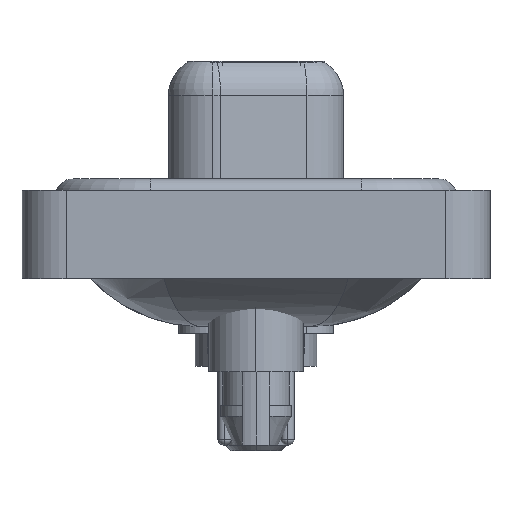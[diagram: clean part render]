
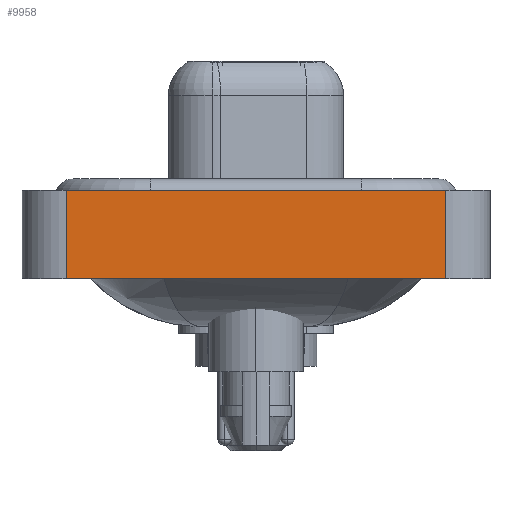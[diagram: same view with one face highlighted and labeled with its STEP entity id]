
A CAD part, left-side view. The second image highlights one B-rep face of the part: STEP entity #9958.
In plain terms, the highlighted planar face has unit normal (-1, 0, 0).
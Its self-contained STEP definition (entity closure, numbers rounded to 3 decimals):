
#274 = EDGE_CURVE ( 'NONE', #16205, #4707, #5360, .T. ) ;
#615 = DIRECTION ( 'NONE',  ( 0., 0., 1. ) ) ;
#895 = DIRECTION ( 'NONE',  ( 0., 0., 1. ) ) ;
#2966 = VERTEX_POINT ( 'NONE', #4926 ) ;
#3194 = FACE_OUTER_BOUND ( 'NONE', #13737, .T. ) ;
#3618 = ORIENTED_EDGE ( 'NONE', *, *, #274, .T. ) ;
#3700 = ORIENTED_EDGE ( 'NONE', *, *, #19881, .T. ) ;
#3829 = CARTESIAN_POINT ( 'NONE',  ( -7.3, 8.55, -3.6 ) ) ;
#4381 = CARTESIAN_POINT ( 'NONE',  ( -7.3, -8.55, 0.4 ) ) ;
#4557 = VECTOR ( 'NONE', #615, 1000. ) ;
#4707 = VERTEX_POINT ( 'NONE', #11569 ) ;
#4926 = CARTESIAN_POINT ( 'NONE',  ( -7.3, 8.55, 0.4 ) ) ;
#5360 = LINE ( 'NONE', #7395, #21151 ) ;
#5593 = DIRECTION ( 'NONE',  ( 0., -1., 0. ) ) ;
#6396 = ORIENTED_EDGE ( 'NONE', *, *, #16763, .F. ) ;
#6437 = LINE ( 'NONE', #4381, #7906 ) ;
#7395 = CARTESIAN_POINT ( 'NONE',  ( -7.3, -8.55, -3.6 ) ) ;
#7906 = VECTOR ( 'NONE', #9789, 1000. ) ;
#8834 = EDGE_CURVE ( 'NONE', #16205, #2966, #15433, .T. ) ;
#9774 = CARTESIAN_POINT ( 'NONE',  ( -7.3, 8.55, -3.6 ) ) ;
#9789 = DIRECTION ( 'NONE',  ( 0., -1., 0. ) ) ;
#9958 = ADVANCED_FACE ( 'NONE', ( #3194 ), #21687, .T. ) ;
#11540 = CARTESIAN_POINT ( 'NONE',  ( -7.3, -8.55, -3.6 ) ) ;
#11569 = CARTESIAN_POINT ( 'NONE',  ( -7.3, -8.55, -3.6 ) ) ;
#12202 = DIRECTION ( 'NONE',  ( -1., 0., 0. ) ) ;
#12489 = AXIS2_PLACEMENT_3D ( 'NONE', #23228, #12202, #19526 ) ;
#13083 = ORIENTED_EDGE ( 'NONE', *, *, #8834, .F. ) ;
#13737 = EDGE_LOOP ( 'NONE', ( #3700, #6396, #13083, #3618 ) ) ;
#14043 = VERTEX_POINT ( 'NONE', #15413 ) ;
#15413 = CARTESIAN_POINT ( 'NONE',  ( -7.3, -8.55, 0.4 ) ) ;
#15433 = LINE ( 'NONE', #9774, #17276 ) ;
#16205 = VERTEX_POINT ( 'NONE', #3829 ) ;
#16763 = EDGE_CURVE ( 'NONE', #2966, #14043, #6437, .T. ) ;
#17276 = VECTOR ( 'NONE', #895, 1000. ) ;
#19526 = DIRECTION ( 'NONE',  ( 0., 0., 1. ) ) ;
#19881 = EDGE_CURVE ( 'NONE', #4707, #14043, #22238, .T. ) ;
#21151 = VECTOR ( 'NONE', #5593, 1000. ) ;
#21687 = PLANE ( 'NONE',  #12489 ) ;
#22238 = LINE ( 'NONE', #11540, #4557 ) ;
#23228 = CARTESIAN_POINT ( 'NONE',  ( -7.3, -8.55, -3.6 ) ) ;
